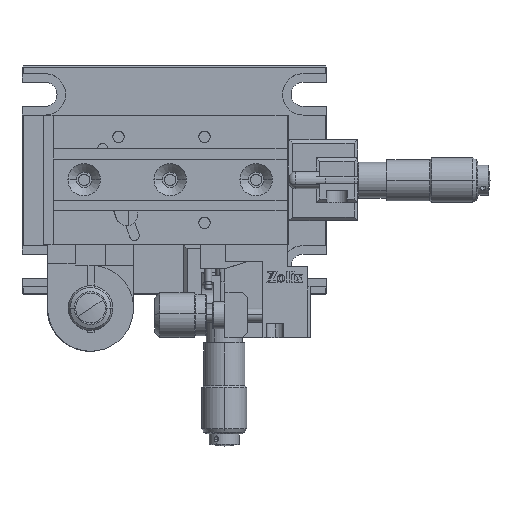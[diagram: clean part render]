
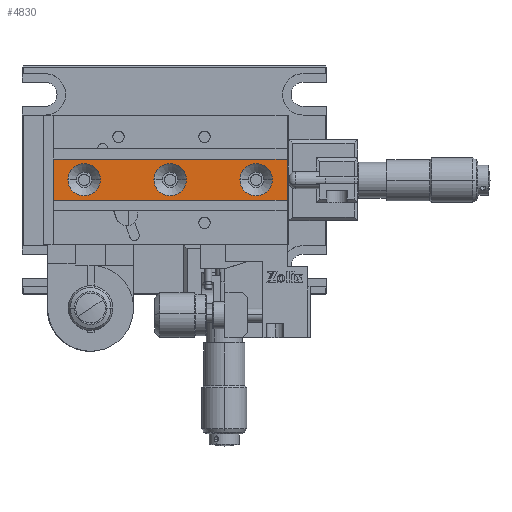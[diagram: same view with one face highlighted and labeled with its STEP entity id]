
A CAD part, top view. The second image highlights one B-rep face of the part: STEP entity #4830.
In plain terms, the highlighted planar face has unit normal (0, 0.008, 1).
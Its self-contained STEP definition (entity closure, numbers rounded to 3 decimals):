
#217 = CIRCLE ( 'NONE', #20111, 4.7 ) ;
#725 = DIRECTION ( 'NONE',  ( -1., 0., 0. ) ) ;
#898 = AXIS2_PLACEMENT_3D ( 'NONE', #13605, #7343, #15252 ) ;
#956 = AXIS2_PLACEMENT_3D ( 'NONE', #13748, #14363, #15660 ) ;
#1024 = AXIS2_PLACEMENT_3D ( 'NONE', #1512, #25592, #5635 ) ;
#1512 = CARTESIAN_POINT ( 'NONE',  ( 14.046, 7.449, 66.8 ) ) ;
#1846 = CARTESIAN_POINT ( 'NONE',  ( -35.954, 7.449, 66.8 ) ) ;
#1953 = FACE_BOUND ( 'NONE', #5055, .T. ) ;
#2019 = EDGE_CURVE ( 'NONE', #23543, #15796, #11913, .T. ) ;
#2269 = VERTEX_POINT ( 'NONE', #6947 ) ;
#2565 = DIRECTION ( 'NONE',  ( 1., 0., 0. ) ) ;
#3605 = LINE ( 'NONE', #4237, #22449 ) ;
#3666 = EDGE_CURVE ( 'NONE', #12909, #19480, #3605, .T. ) ;
#3929 = CARTESIAN_POINT ( 'NONE',  ( -10.954, 7.449, 66.8 ) ) ;
#4150 = CIRCLE ( 'NONE', #1024, 4.7 ) ;
#4166 = CARTESIAN_POINT ( 'NONE',  ( -15.654, 7.449, 66.8 ) ) ;
#4202 = LINE ( 'NONE', #17006, #9560 ) ;
#4237 = CARTESIAN_POINT ( 'NONE',  ( -44.954, 1.449, 66.85 ) ) ;
#4635 = EDGE_CURVE ( 'NONE', #12909, #17137, #13944, .T. ) ;
#4830 = ADVANCED_FACE ( 'NONE', ( #1953, #15175, #22680, #23012 ), #14031, .F. ) ;
#4850 = CARTESIAN_POINT ( 'NONE',  ( -35.954, 7.449, 66.8 ) ) ;
#5055 = EDGE_LOOP ( 'NONE', ( #21428, #16206 ) ) ;
#5108 = EDGE_CURVE ( 'NONE', #15796, #23543, #4150, .T. ) ;
#5635 = DIRECTION ( 'NONE',  ( -1., 0., 0. ) ) ;
#5686 = ORIENTED_EDGE ( 'NONE', *, *, #8561, .F. ) ;
#5767 = DIRECTION ( 'NONE',  ( 0., -0.008, -1. ) ) ;
#5862 = ORIENTED_EDGE ( 'NONE', *, *, #7920, .T. ) ;
#6519 = ORIENTED_EDGE ( 'NONE', *, *, #13287, .F. ) ;
#6947 = CARTESIAN_POINT ( 'NONE',  ( 23.046, 13.449, 66.75 ) ) ;
#6962 = CARTESIAN_POINT ( 'NONE',  ( -44.954, 1.449, 66.85 ) ) ;
#7091 = EDGE_LOOP ( 'NONE', ( #7913, #23411 ) ) ;
#7158 = DIRECTION ( 'NONE',  ( 0., 1., -0.008 ) ) ;
#7343 = DIRECTION ( 'NONE',  ( 0., 0.008, 1. ) ) ;
#7707 = CIRCLE ( 'NONE', #16713, 4.7 ) ;
#7913 = ORIENTED_EDGE ( 'NONE', *, *, #15683, .F. ) ;
#7920 = EDGE_CURVE ( 'NONE', #19480, #2269, #4202, .T. ) ;
#8561 = EDGE_CURVE ( 'NONE', #17137, #2269, #13625, .T. ) ;
#8592 = VECTOR ( 'NONE', #11405, 1000. ) ;
#9560 = VECTOR ( 'NONE', #7158, 1000. ) ;
#9788 = EDGE_LOOP ( 'NONE', ( #22032, #6519 ) ) ;
#10493 = CARTESIAN_POINT ( 'NONE',  ( -31.254, 7.449, 66.8 ) ) ;
#10966 = AXIS2_PLACEMENT_3D ( 'NONE', #17696, #5767, #12047 ) ;
#11405 = DIRECTION ( 'NONE',  ( 0., 1., -0.008 ) ) ;
#11498 = AXIS2_PLACEMENT_3D ( 'NONE', #3929, #17957, #19954 ) ;
#11895 = ORIENTED_EDGE ( 'NONE', *, *, #3666, .T. ) ;
#11913 = CIRCLE ( 'NONE', #898, 4.7 ) ;
#12047 = DIRECTION ( 'NONE',  ( 1., 0., 0. ) ) ;
#12088 = DIRECTION ( 'NONE',  ( 0., 0.008, 1. ) ) ;
#12163 = EDGE_LOOP ( 'NONE', ( #5862, #5686, #19714, #11895 ) ) ;
#12501 = CARTESIAN_POINT ( 'NONE',  ( 9.346, 7.449, 66.8 ) ) ;
#12909 = VERTEX_POINT ( 'NONE', #24292 ) ;
#13287 = EDGE_CURVE ( 'NONE', #25567, #20345, #17575, .T. ) ;
#13605 = CARTESIAN_POINT ( 'NONE',  ( 14.046, 7.449, 66.8 ) ) ;
#13625 = LINE ( 'NONE', #15314, #25250 ) ;
#13748 = CARTESIAN_POINT ( 'NONE',  ( -10.954, 7.449, 66.8 ) ) ;
#13944 = LINE ( 'NONE', #6962, #8592 ) ;
#14031 = PLANE ( 'NONE',  #10966 ) ;
#14363 = DIRECTION ( 'NONE',  ( 0., 0.008, 1. ) ) ;
#15154 = DIRECTION ( 'NONE',  ( 1., 0., 0. ) ) ;
#15175 = FACE_BOUND ( 'NONE', #9788, .T. ) ;
#15252 = DIRECTION ( 'NONE',  ( -1., 0., 0. ) ) ;
#15314 = CARTESIAN_POINT ( 'NONE',  ( -44.954, 13.449, 66.75 ) ) ;
#15660 = DIRECTION ( 'NONE',  ( -1., 0., 0. ) ) ;
#15683 = EDGE_CURVE ( 'NONE', #24913, #17928, #7707, .T. ) ;
#15796 = VERTEX_POINT ( 'NONE', #12501 ) ;
#15901 = DIRECTION ( 'NONE',  ( -1., 0., 0. ) ) ;
#16206 = ORIENTED_EDGE ( 'NONE', *, *, #2019, .F. ) ;
#16713 = AXIS2_PLACEMENT_3D ( 'NONE', #1846, #12088, #15901 ) ;
#16861 = DIRECTION ( 'NONE',  ( 0., 0.008, 1. ) ) ;
#16978 = CARTESIAN_POINT ( 'NONE',  ( 18.746, 7.449, 66.8 ) ) ;
#17006 = CARTESIAN_POINT ( 'NONE',  ( 23.046, 1.449, 66.85 ) ) ;
#17137 = VERTEX_POINT ( 'NONE', #19204 ) ;
#17575 = CIRCLE ( 'NONE', #11498, 4.7 ) ;
#17696 = CARTESIAN_POINT ( 'NONE',  ( -44.954, 1.449, 66.85 ) ) ;
#17810 = EDGE_CURVE ( 'NONE', #20345, #25567, #23936, .T. ) ;
#17928 = VERTEX_POINT ( 'NONE', #10493 ) ;
#17957 = DIRECTION ( 'NONE',  ( 0., 0.008, 1. ) ) ;
#18501 = CARTESIAN_POINT ( 'NONE',  ( -6.254, 7.449, 66.8 ) ) ;
#19204 = CARTESIAN_POINT ( 'NONE',  ( -44.954, 13.449, 66.75 ) ) ;
#19480 = VERTEX_POINT ( 'NONE', #20793 ) ;
#19714 = ORIENTED_EDGE ( 'NONE', *, *, #4635, .F. ) ;
#19954 = DIRECTION ( 'NONE',  ( -1., 0., 0. ) ) ;
#20007 = CARTESIAN_POINT ( 'NONE',  ( -40.654, 7.449, 66.8 ) ) ;
#20111 = AXIS2_PLACEMENT_3D ( 'NONE', #4850, #16861, #725 ) ;
#20345 = VERTEX_POINT ( 'NONE', #4166 ) ;
#20793 = CARTESIAN_POINT ( 'NONE',  ( 23.046, 1.449, 66.85 ) ) ;
#21428 = ORIENTED_EDGE ( 'NONE', *, *, #5108, .F. ) ;
#22032 = ORIENTED_EDGE ( 'NONE', *, *, #17810, .F. ) ;
#22449 = VECTOR ( 'NONE', #2565, 1000. ) ;
#22680 = FACE_BOUND ( 'NONE', #7091, .T. ) ;
#23012 = FACE_OUTER_BOUND ( 'NONE', #12163, .T. ) ;
#23411 = ORIENTED_EDGE ( 'NONE', *, *, #24061, .F. ) ;
#23543 = VERTEX_POINT ( 'NONE', #16978 ) ;
#23936 = CIRCLE ( 'NONE', #956, 4.7 ) ;
#24061 = EDGE_CURVE ( 'NONE', #17928, #24913, #217, .T. ) ;
#24292 = CARTESIAN_POINT ( 'NONE',  ( -44.954, 1.449, 66.85 ) ) ;
#24913 = VERTEX_POINT ( 'NONE', #20007 ) ;
#25250 = VECTOR ( 'NONE', #15154, 1000. ) ;
#25567 = VERTEX_POINT ( 'NONE', #18501 ) ;
#25592 = DIRECTION ( 'NONE',  ( 0., 0.008, 1. ) ) ;
